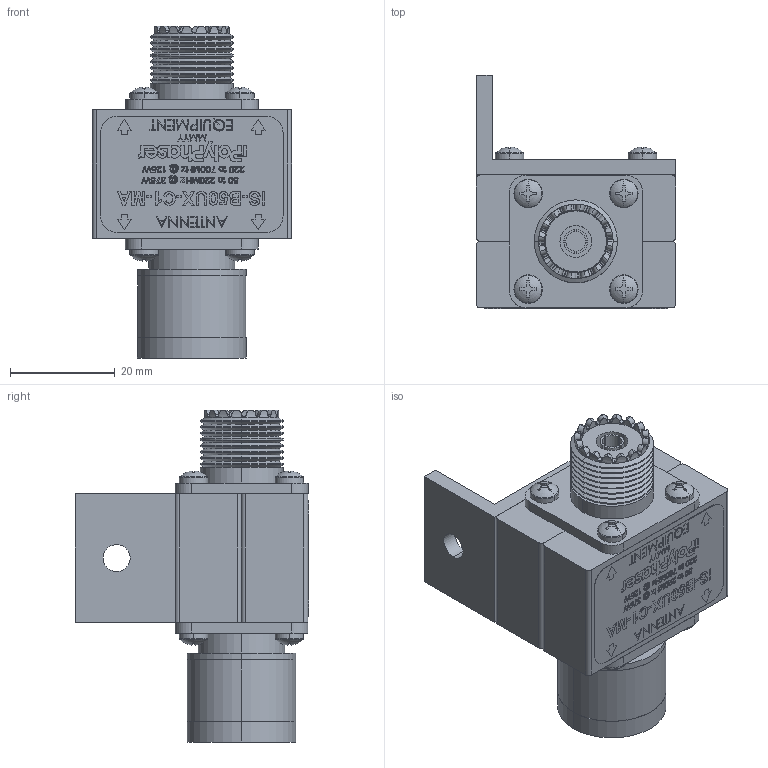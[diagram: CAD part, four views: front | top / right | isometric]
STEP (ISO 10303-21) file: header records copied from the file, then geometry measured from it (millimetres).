
FILE_DESCRIPTION (( 'STEP AP214' ), '1' );
FILE_NAME ('IS-50UX-C1-MA.STEP', '2019-07-30T20:05:40', ( '' ), ( '' ), 'SwSTEP 2.0', 'SolidWorks 2019', '' );
FILE_SCHEMA (( 'AUTOMOTIVE_DESIGN' ));
Length unit declared in the file: inch
Products named in the file (13): 9040-0603; 2022-2100; Solder_6040-0016; 9030-0084; 1081-0251-05; 5100-0007; 2021-2100; IS-50UX-C1-MA; Solder_2600-166; 2021-2100-02; 5100-0006; 5230-0002; 7020-0468
Assembly tree (19 placements, depth 4):
  Solder_6040-0016
  IS-50UX-C1-MA
    5100-0006
    9030-0084
      5100-0007
    5230-0002
    1081-0251-05  x10
    7020-0468
    2022-2100
    9040-0603
      2021-2100-02
        2021-2100
  Solder_2600-166
Bounding box: 38.1 x 44.58 x 63.5 mm (x, y, z)
Volume: 30522.5 mm3; surface area: 22529.9 mm2
Topology: 16 solids, 16 shells, 2538 faces, 6206 edges, 3821 vertices
Faces by surface type: plane 959, cylinder 612, cone 588, bspline 337, torus 42
Entity records: 80119 total; most frequent: CARTESIAN_POINT 29332, ORIENTED_EDGE 8232, DIRECTION 6429, EDGE_CURVE 4116, VERTEX_POINT 2678, LINE 2659, VECTOR 2659, AXIS2_PLACEMENT_3D 1885
